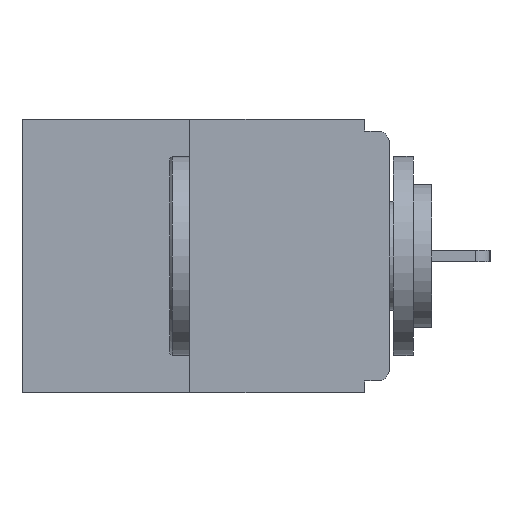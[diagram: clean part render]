
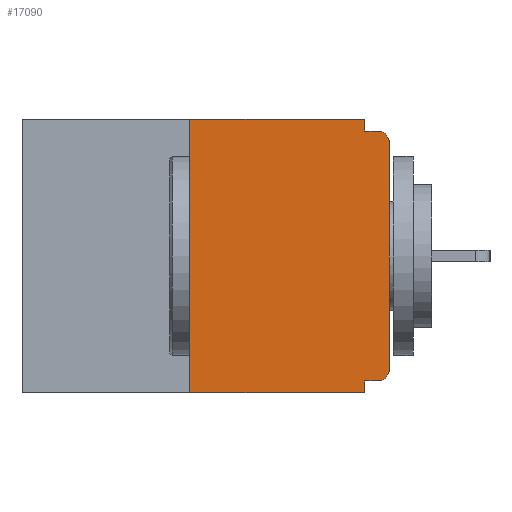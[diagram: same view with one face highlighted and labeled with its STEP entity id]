
A CAD part, left-side view. The second image highlights one B-rep face of the part: STEP entity #17090.
In plain terms, the highlighted planar face has unit normal (-1, 0, 0).
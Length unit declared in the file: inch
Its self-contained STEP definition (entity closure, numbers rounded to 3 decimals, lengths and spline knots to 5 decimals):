
#128 = DIRECTION ( 'NONE',  ( 0., 1., 0. ) ) ;
#440 = EDGE_LOOP ( 'NONE', ( #16774, #25072, #13634, #19601, #1629, #4134, #17679, #3710, #2269, #2771 ) ) ;
#890 = DIRECTION ( 'NONE',  ( -1., 0., 0. ) ) ;
#1030 = DIRECTION ( 'NONE',  ( 0., 0., -1. ) ) ;
#1492 = VERTEX_POINT ( 'NONE', #13274 ) ;
#1629 = ORIENTED_EDGE ( 'NONE', *, *, #14301, .F. ) ;
#2092 = LINE ( 'NONE', #11648, #22534 ) ;
#2269 = ORIENTED_EDGE ( 'NONE', *, *, #18506, .F. ) ;
#2370 = CARTESIAN_POINT ( 'NONE',  ( 0., 0.031, -0.343 ) ) ;
#2771 = ORIENTED_EDGE ( 'NONE', *, *, #10842, .F. ) ;
#2996 = FACE_OUTER_BOUND ( 'NONE', #440, .T. ) ;
#3702 = VERTEX_POINT ( 'NONE', #6549 ) ;
#3710 = ORIENTED_EDGE ( 'NONE', *, *, #14635, .T. ) ;
#4043 = CARTESIAN_POINT ( 'NONE',  ( 0., 0.015, -0.328 ) ) ;
#4134 = ORIENTED_EDGE ( 'NONE', *, *, #14110, .T. ) ;
#4401 = VERTEX_POINT ( 'NONE', #9408 ) ;
#4688 = DIRECTION ( 'NONE',  ( 1., 0., 0. ) ) ;
#4820 = VERTEX_POINT ( 'NONE', #19237 ) ;
#5124 = DIRECTION ( 'NONE',  ( 0., -1., 0. ) ) ;
#5385 = EDGE_CURVE ( 'NONE', #21483, #4820, #24094, .T. ) ;
#6549 = CARTESIAN_POINT ( 'NONE',  ( 0., 0., -0.03 ) ) ;
#6573 = CARTESIAN_POINT ( 'NONE',  ( 0., 0., 0. ) ) ;
#6697 = LINE ( 'NONE', #6573, #21251 ) ;
#6821 = CARTESIAN_POINT ( 'NONE',  ( 0., 0.031, -0.015 ) ) ;
#6824 = EDGE_CURVE ( 'NONE', #1492, #3702, #6697, .T. ) ;
#7001 = EDGE_CURVE ( 'NONE', #9969, #18731, #10871, .T. ) ;
#7199 = DIRECTION ( 'NONE',  ( 0., 0., 1. ) ) ;
#8136 = DIRECTION ( 'NONE',  ( 0., -1., 0. ) ) ;
#8396 = CIRCLE ( 'NONE', #18797, 0.015 ) ;
#8416 = CIRCLE ( 'NONE', #22962, 0.015 ) ;
#8741 = CARTESIAN_POINT ( 'NONE',  ( 0., 0.031, 0. ) ) ;
#9025 = LINE ( 'NONE', #24877, #13469 ) ;
#9204 = VERTEX_POINT ( 'NONE', #6821 ) ;
#9408 = CARTESIAN_POINT ( 'NONE',  ( 0., 0.015, -0.015 ) ) ;
#9905 = LINE ( 'NONE', #23567, #14823 ) ;
#9969 = VERTEX_POINT ( 'NONE', #16368 ) ;
#10842 = EDGE_CURVE ( 'NONE', #18731, #9204, #18505, .T. ) ;
#10871 = LINE ( 'NONE', #22957, #21032 ) ;
#11648 = CARTESIAN_POINT ( 'NONE',  ( 0., 0., -0.328 ) ) ;
#12291 = AXIS2_PLACEMENT_3D ( 'NONE', #18879, #4688, #1030 ) ;
#13041 = VECTOR ( 'NONE', #8136, 39.37008 ) ;
#13274 = CARTESIAN_POINT ( 'NONE',  ( 0., 0., -0.313 ) ) ;
#13469 = VECTOR ( 'NONE', #7199, 39.37008 ) ;
#13634 = ORIENTED_EDGE ( 'NONE', *, *, #15188, .T. ) ;
#14093 = DIRECTION ( 'NONE',  ( 0., 0., -1. ) ) ;
#14110 = EDGE_CURVE ( 'NONE', #14353, #1492, #8396, .T. ) ;
#14301 = EDGE_CURVE ( 'NONE', #14353, #21483, #2092, .T. ) ;
#14353 = VERTEX_POINT ( 'NONE', #4043 ) ;
#14635 = EDGE_CURVE ( 'NONE', #3702, #4401, #8416, .T. ) ;
#14823 = VECTOR ( 'NONE', #15381, 39.37008 ) ;
#15115 = PLANE ( 'NONE',  #12291 ) ;
#15188 = EDGE_CURVE ( 'NONE', #17545, #4820, #19954, .T. ) ;
#15381 = DIRECTION ( 'NONE',  ( 0., -1., 0. ) ) ;
#15544 = EDGE_CURVE ( 'NONE', #17545, #9969, #9025, .T. ) ;
#15715 = DIRECTION ( 'NONE',  ( 0., 0., -1. ) ) ;
#16201 = DIRECTION ( 'NONE',  ( -1., 0., 0. ) ) ;
#16347 = DIRECTION ( 'NONE',  ( 0., 0., 1. ) ) ;
#16368 = CARTESIAN_POINT ( 'NONE',  ( 0., 0.25, 0. ) ) ;
#16774 = ORIENTED_EDGE ( 'NONE', *, *, #7001, .F. ) ;
#16809 = DIRECTION ( 'NONE',  ( 0., 0., -1. ) ) ;
#17090 = ADVANCED_FACE ( 'NONE', ( #2996 ), #15115, .F. ) ;
#17545 = VERTEX_POINT ( 'NONE', #18470 ) ;
#17679 = ORIENTED_EDGE ( 'NONE', *, *, #6824, .T. ) ;
#18154 = CARTESIAN_POINT ( 'NONE',  ( 0., 0.015, -0.313 ) ) ;
#18470 = CARTESIAN_POINT ( 'NONE',  ( 0., 0.25, -0.343 ) ) ;
#18505 = LINE ( 'NONE', #8741, #23707 ) ;
#18506 = EDGE_CURVE ( 'NONE', #9204, #4401, #9905, .T. ) ;
#18731 = VERTEX_POINT ( 'NONE', #24694 ) ;
#18740 = CARTESIAN_POINT ( 'NONE',  ( 0., 0.015, -0.03 ) ) ;
#18797 = AXIS2_PLACEMENT_3D ( 'NONE', #18154, #16201, #22305 ) ;
#18879 = CARTESIAN_POINT ( 'NONE',  ( 0., 0.46, 0. ) ) ;
#19237 = CARTESIAN_POINT ( 'NONE',  ( 0., 0.031, -0.343 ) ) ;
#19601 = ORIENTED_EDGE ( 'NONE', *, *, #5385, .F. ) ;
#19954 = LINE ( 'NONE', #21915, #13041 ) ;
#20690 = VECTOR ( 'NONE', #15715, 39.37008 ) ;
#21030 = CARTESIAN_POINT ( 'NONE',  ( 0., 0.031, -0.328 ) ) ;
#21032 = VECTOR ( 'NONE', #5124, 39.37008 ) ;
#21251 = VECTOR ( 'NONE', #16347, 39.37008 ) ;
#21483 = VERTEX_POINT ( 'NONE', #21030 ) ;
#21915 = CARTESIAN_POINT ( 'NONE',  ( 0., 0.46, -0.343 ) ) ;
#22305 = DIRECTION ( 'NONE',  ( 0., 0., -1. ) ) ;
#22534 = VECTOR ( 'NONE', #128, 39.37008 ) ;
#22957 = CARTESIAN_POINT ( 'NONE',  ( 0., 0.46, 0. ) ) ;
#22962 = AXIS2_PLACEMENT_3D ( 'NONE', #18740, #890, #16809 ) ;
#23567 = CARTESIAN_POINT ( 'NONE',  ( 0., 0., -0.015 ) ) ;
#23707 = VECTOR ( 'NONE', #14093, 39.37008 ) ;
#24094 = LINE ( 'NONE', #2370, #20690 ) ;
#24694 = CARTESIAN_POINT ( 'NONE',  ( 0., 0.031, 0. ) ) ;
#24877 = CARTESIAN_POINT ( 'NONE',  ( 0., 0.25, 0. ) ) ;
#25072 = ORIENTED_EDGE ( 'NONE', *, *, #15544, .F. ) ;
